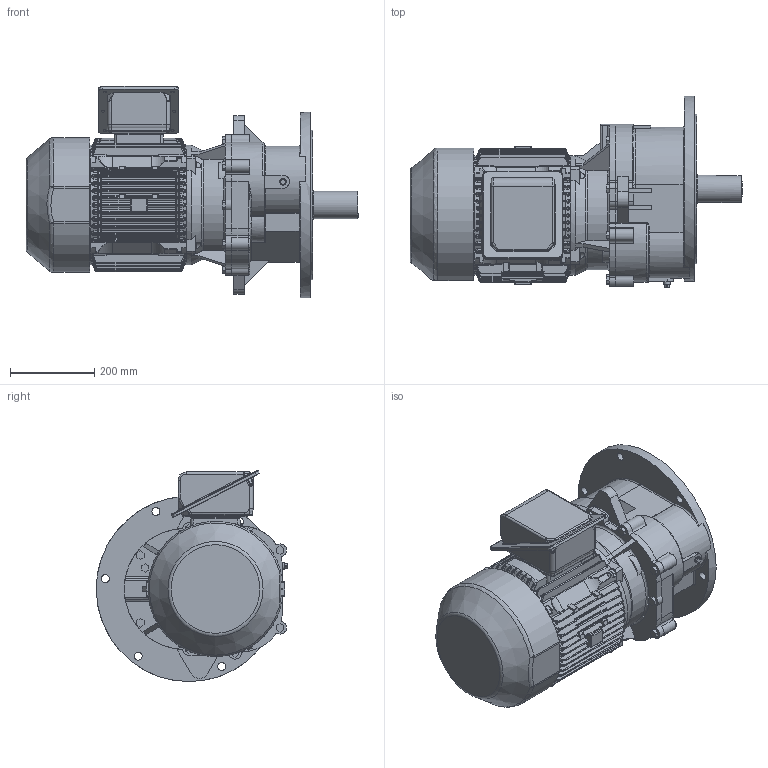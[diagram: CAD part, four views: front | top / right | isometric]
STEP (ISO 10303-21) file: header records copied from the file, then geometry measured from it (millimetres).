
FILE_DESCRIPTION (( 'STEP AP214' ), '1' );
FILE_NAME ('F1-23_V_EK2DO08345H001_defeature.stp', '2022-06-02T01:25:11', ( 'Windows 餌辨濠' ), ( '' ), 'SwSTEP 2.0', 'SolidWorks 2021', '' );
FILE_SCHEMA (( 'AUTOMOTIVE_DESIGN' ));
Length unit declared in the file: millimetre
Products named in the file (1): F1-23_V_EK2DO08345H001_defeature
Bounding box: 788.7 x 454.93 x 501.71 mm (x, y, z)
Volume: 1710258.9 mm3; surface area: 1764287.2 mm2
Topology: 2 solids, 4 shells, 3304 faces, 8059 edges, 4745 vertices
Faces by surface type: cylinder 1228, bspline 954, plane 710, torus 209, cone 109, sphere 94
Full cylindrical faces by diameter (mm): 2.7 x2, 4 x1, 8 x6, 10.2 x1, 19 x6, 65 x1, 70 x1, 75 x1, 95 x1, 335 x1, 355 x1, 440 x1
Entity records: 126745 total; most frequent: CARTESIAN_POINT 56393, ORIENTED_EDGE 15886, DIRECTION 13107, EDGE_CURVE 7943, AXIS2_PLACEMENT_3D 5143, VERTEX_POINT 4720, EDGE_LOOP 3391, FACE_OUTER_BOUND 3329
